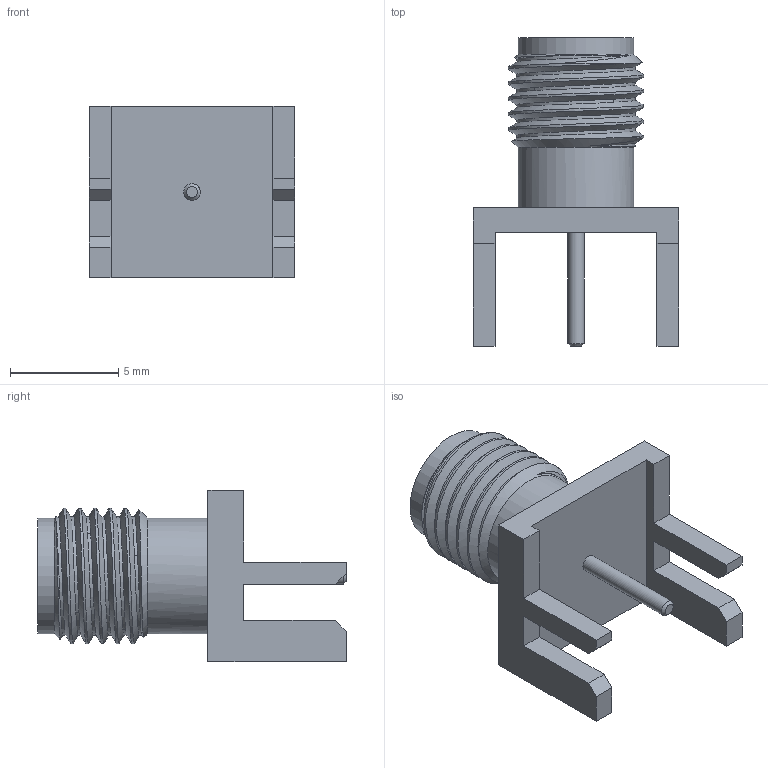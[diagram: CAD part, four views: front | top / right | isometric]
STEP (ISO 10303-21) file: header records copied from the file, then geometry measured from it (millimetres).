
FILE_DESCRIPTION(('STEP AP214'), '1');
FILE_NAME('SMA-0732511150', '', ('UNSPECIFIED'), ('UNSPECIFIED'), 'ASCON STEP Converter 1.6', 'ASCON Math Kernel', '');
FILE_SCHEMA(('AUTOMOTIVE_DESIGN { 1 0 10303 214 3 1 1}'));
Length unit declared in the file: millimetre
Products named in the file (2): 732511150
Assembly tree (1 placements, depth 2):
  (unnamed)
    732511150
Bounding box: 9.53 x 14.27 x 7.92 mm (x, y, z)
Volume: 282 mm3; surface area: 579.5 mm2
Topology: 1 solids, 5 shells, 95 faces, 242 edges, 162 vertices
Faces by surface type: plane 52, cylinder 30, cone 9, bspline 2, torus 2
Full cylindrical faces by diameter (mm): 0.762 x1, 1.27 x1, 3.912 x1, 4.644 x1, 5.359 x2
Entity records: 8311 total; most frequent: CARTESIAN_POINT 5320, ORIENTED_EDGE 458, DIRECTION 389, EDGE_CURVE 229, VERTEX_POINT 160, AXIS2_PLACEMENT_3D 133, LINE 123, VECTOR 123
